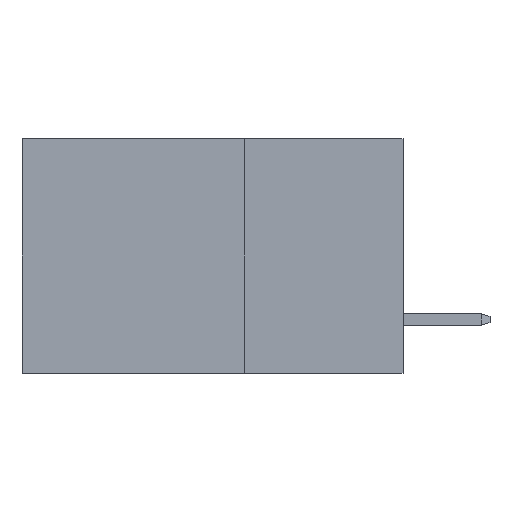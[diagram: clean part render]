
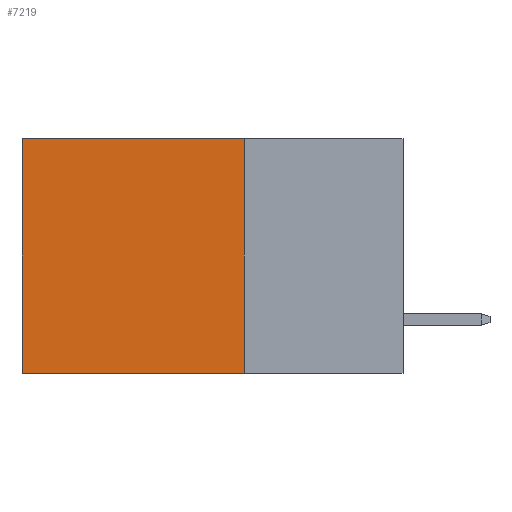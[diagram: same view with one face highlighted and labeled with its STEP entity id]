
A CAD part, left-side view. The second image highlights one B-rep face of the part: STEP entity #7219.
In plain terms, the highlighted planar face has unit normal (-1, 0, 0).
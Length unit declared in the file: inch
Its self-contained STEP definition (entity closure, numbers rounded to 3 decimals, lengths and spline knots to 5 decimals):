
#607 = ORIENTED_EDGE ( 'NONE', *, *, #7468, .F. ) ;
#776 = VECTOR ( 'NONE', #2513, 39.37008 ) ;
#833 = EDGE_CURVE ( 'NONE', #2275, #6885, #3363, .T. ) ;
#1091 = CARTESIAN_POINT ( 'NONE',  ( 0.2875, 0.25, 0. ) ) ;
#1162 = CARTESIAN_POINT ( 'NONE',  ( 0.2875, 0.25, 0. ) ) ;
#1406 = LINE ( 'NONE', #4133, #6355 ) ;
#1644 = FACE_OUTER_BOUND ( 'NONE', #1702, .T. ) ;
#1702 = EDGE_LOOP ( 'NONE', ( #3804, #607, #2306, #4057 ) ) ;
#1966 = AXIS2_PLACEMENT_3D ( 'NONE', #3706, #8537, #7104 ) ;
#2004 = CARTESIAN_POINT ( 'NONE',  ( 0.2875, 0.6, -0.37 ) ) ;
#2008 = LINE ( 'NONE', #2548, #7953 ) ;
#2275 = VERTEX_POINT ( 'NONE', #1091 ) ;
#2306 = ORIENTED_EDGE ( 'NONE', *, *, #7827, .F. ) ;
#2513 = DIRECTION ( 'NONE',  ( 0., 1., 0. ) ) ;
#2548 = CARTESIAN_POINT ( 'NONE',  ( 0.2875, 0.6, 0. ) ) ;
#3363 = LINE ( 'NONE', #1162, #776 ) ;
#3706 = CARTESIAN_POINT ( 'NONE',  ( 0.2875, 0.25, 0. ) ) ;
#3796 = PLANE ( 'NONE',  #1966 ) ;
#3804 = ORIENTED_EDGE ( 'NONE', *, *, #7331, .T. ) ;
#3978 = DIRECTION ( 'NONE',  ( 0., 0., -1. ) ) ;
#4057 = ORIENTED_EDGE ( 'NONE', *, *, #833, .T. ) ;
#4114 = DIRECTION ( 'NONE',  ( 0., 1., 0. ) ) ;
#4133 = CARTESIAN_POINT ( 'NONE',  ( 0.2875, 0.25, 0. ) ) ;
#4192 = LINE ( 'NONE', #4863, #7665 ) ;
#4701 = VERTEX_POINT ( 'NONE', #6563 ) ;
#4744 = VERTEX_POINT ( 'NONE', #2004 ) ;
#4863 = CARTESIAN_POINT ( 'NONE',  ( 0.2875, 0.25, -0.37 ) ) ;
#6355 = VECTOR ( 'NONE', #7941, 39.37008 ) ;
#6563 = CARTESIAN_POINT ( 'NONE',  ( 0.2875, 0.25, -0.37 ) ) ;
#6885 = VERTEX_POINT ( 'NONE', #7065 ) ;
#7065 = CARTESIAN_POINT ( 'NONE',  ( 0.2875, 0.6, 0. ) ) ;
#7104 = DIRECTION ( 'NONE',  ( 0., 0., -1. ) ) ;
#7219 = ADVANCED_FACE ( 'NONE', ( #1644 ), #3796, .F. ) ;
#7331 = EDGE_CURVE ( 'NONE', #6885, #4744, #2008, .T. ) ;
#7468 = EDGE_CURVE ( 'NONE', #4701, #4744, #4192, .T. ) ;
#7665 = VECTOR ( 'NONE', #4114, 39.37008 ) ;
#7827 = EDGE_CURVE ( 'NONE', #2275, #4701, #1406, .T. ) ;
#7941 = DIRECTION ( 'NONE',  ( 0., 0., -1. ) ) ;
#7953 = VECTOR ( 'NONE', #3978, 39.37008 ) ;
#8537 = DIRECTION ( 'NONE',  ( 1., 0., 0. ) ) ;
